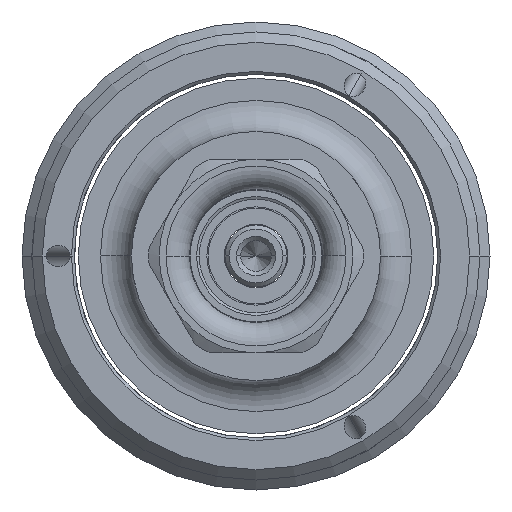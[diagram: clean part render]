
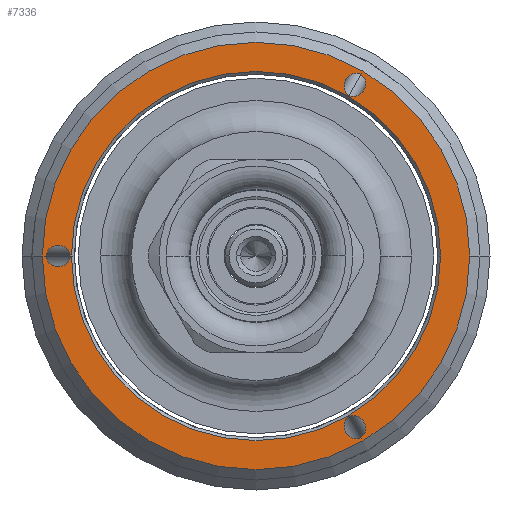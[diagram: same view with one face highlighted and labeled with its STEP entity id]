
A CAD part, left-side view. The second image highlights one B-rep face of the part: STEP entity #7336.
In plain terms, the highlighted planar face has unit normal (-1, 0, 0).
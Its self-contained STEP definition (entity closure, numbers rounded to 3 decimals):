
#5308=CARTESIAN_POINT('',(20.779,0.,0.));
#5309=DIRECTION('',(-1.,0.,0.));
#5310=DIRECTION('',(0.,1.,0.));
#5311=AXIS2_PLACEMENT_3D('',#5308,#5309,#5310);
#5318=CARTESIAN_POINT('',(20.779,-5.152,8.923));
#5319=CARTESIAN_POINT('',(20.779,-5.1,8.953));
#5320=CARTESIAN_POINT('',(20.779,-4.975,8.997));
#5321=CARTESIAN_POINT('',(20.779,-4.75,8.97));
#5322=CARTESIAN_POINT('',(20.779,-4.579,8.868));
#5323=CARTESIAN_POINT('',(20.779,-4.474,8.758));
#5324=CARTESIAN_POINT('',(20.779,-4.414,8.67));
#5325=CARTESIAN_POINT('',(20.779,-4.367,8.574));
#5326=CARTESIAN_POINT('',(20.779,-4.324,8.427));
#5327=CARTESIAN_POINT('',(20.779,-4.321,8.228));
#5328=CARTESIAN_POINT('',(20.779,-4.411,8.02));
#5329=CARTESIAN_POINT('',(20.779,-4.511,7.933));
#5330=CARTESIAN_POINT('',(20.779,-4.563,7.903));
#5332=CARTESIAN_POINT('',(20.779,-4.563,7.903));
#5333=CARTESIAN_POINT('',(20.779,-4.615,7.873));
#5334=CARTESIAN_POINT('',(20.779,-4.74,7.83));
#5335=CARTESIAN_POINT('',(20.779,-4.965,7.856));
#5336=CARTESIAN_POINT('',(20.779,-5.136,7.959));
#5337=CARTESIAN_POINT('',(20.779,-5.241,8.069));
#5338=CARTESIAN_POINT('',(20.779,-5.301,8.157));
#5339=CARTESIAN_POINT('',(20.779,-5.348,8.253));
#5340=CARTESIAN_POINT('',(20.779,-5.391,8.4));
#5341=CARTESIAN_POINT('',(20.779,-5.394,8.599));
#5342=CARTESIAN_POINT('',(20.779,-5.304,8.807));
#5343=CARTESIAN_POINT('',(20.779,-5.204,8.893));
#5344=CARTESIAN_POINT('',(20.779,-5.152,8.923));
#5346=CARTESIAN_POINT('',(20.779,-5.152,-8.923));
#5347=CARTESIAN_POINT('',(20.779,-5.204,-8.893));
#5348=CARTESIAN_POINT('',(20.779,-5.304,-8.807));
#5349=CARTESIAN_POINT('',(20.779,-5.394,-8.599));
#5350=CARTESIAN_POINT('',(20.779,-5.391,-8.4));
#5351=CARTESIAN_POINT('',(20.779,-5.348,-8.253));
#5352=CARTESIAN_POINT('',(20.779,-5.301,-8.157));
#5353=CARTESIAN_POINT('',(20.779,-5.241,-8.069));
#5354=CARTESIAN_POINT('',(20.779,-5.136,-7.959));
#5355=CARTESIAN_POINT('',(20.779,-4.965,-7.856));
#5356=CARTESIAN_POINT('',(20.779,-4.74,-7.83));
#5357=CARTESIAN_POINT('',(20.779,-4.615,-7.873));
#5358=CARTESIAN_POINT('',(20.779,-4.563,-7.903));
#5360=CARTESIAN_POINT('',(20.779,-4.563,-7.903));
#5361=CARTESIAN_POINT('',(20.779,-4.511,-7.933));
#5362=CARTESIAN_POINT('',(20.779,-4.411,-8.02));
#5363=CARTESIAN_POINT('',(20.779,-4.321,-8.228));
#5364=CARTESIAN_POINT('',(20.779,-4.324,-8.427));
#5365=CARTESIAN_POINT('',(20.779,-4.367,-8.574));
#5366=CARTESIAN_POINT('',(20.779,-4.414,-8.67));
#5367=CARTESIAN_POINT('',(20.779,-4.474,-8.758));
#5368=CARTESIAN_POINT('',(20.779,-4.579,-8.868));
#5369=CARTESIAN_POINT('',(20.779,-4.75,-8.97));
#5370=CARTESIAN_POINT('',(20.779,-4.975,-8.997));
#5371=CARTESIAN_POINT('',(20.779,-5.1,-8.953));
#5372=CARTESIAN_POINT('',(20.779,-5.152,-8.923));
#5374=CARTESIAN_POINT('',(20.779,10.304,0.));
#5375=CARTESIAN_POINT('',(20.779,10.304,-0.06));
#5376=CARTESIAN_POINT('',(20.779,10.279,-0.19));
#5377=CARTESIAN_POINT('',(20.779,10.144,-0.371));
#5378=CARTESIAN_POINT('',(20.779,9.97,-0.469));
#5379=CARTESIAN_POINT('',(20.779,9.821,-0.505));
#5380=CARTESIAN_POINT('',(20.779,9.715,-0.513));
#5381=CARTESIAN_POINT('',(20.779,9.609,-0.505));
#5382=CARTESIAN_POINT('',(20.779,9.46,-0.469));
#5383=CARTESIAN_POINT('',(20.779,9.286,-0.371));
#5384=CARTESIAN_POINT('',(20.779,9.151,-0.19));
#5385=CARTESIAN_POINT('',(20.779,9.126,-0.06));
#5386=CARTESIAN_POINT('',(20.779,9.126,0.));
#5388=CARTESIAN_POINT('',(20.779,9.126,0.));
#5389=CARTESIAN_POINT('',(20.779,9.126,0.06));
#5390=CARTESIAN_POINT('',(20.779,9.151,0.19));
#5391=CARTESIAN_POINT('',(20.779,9.286,0.371));
#5392=CARTESIAN_POINT('',(20.779,9.46,0.469));
#5393=CARTESIAN_POINT('',(20.779,9.609,0.505));
#5394=CARTESIAN_POINT('',(20.779,9.715,0.513));
#5395=CARTESIAN_POINT('',(20.779,9.821,0.505));
#5396=CARTESIAN_POINT('',(20.779,9.97,0.469));
#5397=CARTESIAN_POINT('',(20.779,10.144,0.371));
#5398=CARTESIAN_POINT('',(20.779,10.279,0.19));
#5399=CARTESIAN_POINT('',(20.779,10.304,0.06));
#5400=CARTESIAN_POINT('',(20.779,10.304,0.));
#5402=CARTESIAN_POINT('',(20.779,0.,0.));
#5403=DIRECTION('',(1.,0.,0.));
#5404=DIRECTION('',(0.,1.,0.));
#5405=AXIS2_PLACEMENT_3D('',#5402,#5403,#5404);
#5407=CARTESIAN_POINT('',(20.779,0.,0.));
#5408=DIRECTION('',(1.,0.,0.));
#5409=DIRECTION('',(0.,-1.,0.));
#5410=AXIS2_PLACEMENT_3D('',#5407,#5408,#5409);
#5412=CARTESIAN_POINT('',(20.779,0.,0.));
#5413=DIRECTION('',(-1.,0.,0.));
#5414=DIRECTION('',(0.,-1.,0.));
#5415=AXIS2_PLACEMENT_3D('',#5412,#5413,#5414);
#5798=VERTEX_POINT('',#5318);
#5799=VERTEX_POINT('',#5330);
#5804=VERTEX_POINT('',#5346);
#5805=VERTEX_POINT('',#5358);
#5810=VERTEX_POINT('',#5374);
#5811=VERTEX_POINT('',#5386);
#5824=CARTESIAN_POINT('',(20.779,9.07,0.));
#5825=CARTESIAN_POINT('',(20.779,-9.07,0.));
#5826=VERTEX_POINT('',#5824);
#5827=VERTEX_POINT('',#5825);
#5844=CARTESIAN_POINT('',(20.779,10.5,0.));
#5845=CARTESIAN_POINT('',(20.779,-10.5,0.));
#5846=VERTEX_POINT('',#5844);
#5847=VERTEX_POINT('',#5845);
#7302=CARTESIAN_POINT('',(20.779,0.,0.));
#7303=DIRECTION('',(-1.,0.,0.));
#7304=DIRECTION('',(0.,0.,-1.));
#7305=AXIS2_PLACEMENT_3D('',#7302,#7303,#7304);
#7306=PLANE('',#7305);
#7308=ORIENTED_EDGE('',*,*,#7307,.T.);
#7310=ORIENTED_EDGE('',*,*,#7309,.T.);
#7311=EDGE_LOOP('',(#7308,#7310));
#7312=FACE_OUTER_BOUND('',#7311,.F.);
#7314=ORIENTED_EDGE('',*,*,#7313,.T.);
#7316=ORIENTED_EDGE('',*,*,#7315,.T.);
#7317=EDGE_LOOP('',(#7314,#7316));
#7318=FACE_BOUND('',#7317,.F.);
#7320=ORIENTED_EDGE('',*,*,#7319,.T.);
#7322=ORIENTED_EDGE('',*,*,#7321,.T.);
#7323=EDGE_LOOP('',(#7320,#7322));
#7324=FACE_BOUND('',#7323,.F.);
#7326=ORIENTED_EDGE('',*,*,#7325,.T.);
#7328=ORIENTED_EDGE('',*,*,#7327,.T.);
#7329=EDGE_LOOP('',(#7326,#7328));
#7330=FACE_BOUND('',#7329,.F.);
#7332=ORIENTED_EDGE('',*,*,#7331,.T.);
#7333=ORIENTED_EDGE('',*,*,#7292,.T.);
#7334=EDGE_LOOP('',(#7332,#7333));
#7335=FACE_BOUND('',#7334,.F.);
#5312=CIRCLE('',#5311,9.07);
#5331=B_SPLINE_CURVE_WITH_KNOTS('',3,(#5318,#5319,#5320,#5321,#5322,#5323,#5324,
#5325,#5326,#5327,#5328,#5329,#5330),.UNSPECIFIED.,.F.,.F.,(4,1,1,1,1,1,1,1,1,1,
4),(0.,0.125,0.25,0.375,0.438,0.5,0.563,0.625,0.75,0.875,
1.),.UNSPECIFIED.);
#5345=B_SPLINE_CURVE_WITH_KNOTS('',3,(#5332,#5333,#5334,#5335,#5336,#5337,#5338,
#5339,#5340,#5341,#5342,#5343,#5344),.UNSPECIFIED.,.F.,.F.,(4,1,1,1,1,1,1,1,1,1,
4),(0.,0.125,0.25,0.375,0.438,0.5,0.563,0.625,0.75,0.875,
1.),.UNSPECIFIED.);
#5359=B_SPLINE_CURVE_WITH_KNOTS('',3,(#5346,#5347,#5348,#5349,#5350,#5351,#5352,
#5353,#5354,#5355,#5356,#5357,#5358),.UNSPECIFIED.,.F.,.F.,(4,1,1,1,1,1,1,1,1,1,
4),(0.,0.125,0.25,0.375,0.438,0.5,0.563,0.625,0.75,0.875,
1.),.UNSPECIFIED.);
#5373=B_SPLINE_CURVE_WITH_KNOTS('',3,(#5360,#5361,#5362,#5363,#5364,#5365,#5366,
#5367,#5368,#5369,#5370,#5371,#5372),.UNSPECIFIED.,.F.,.F.,(4,1,1,1,1,1,1,1,1,1,
4),(0.,0.125,0.25,0.375,0.438,0.5,0.563,0.625,0.75,0.875,
1.),.UNSPECIFIED.);
#5387=B_SPLINE_CURVE_WITH_KNOTS('',3,(#5374,#5375,#5376,#5377,#5378,#5379,#5380,
#5381,#5382,#5383,#5384,#5385,#5386),.UNSPECIFIED.,.F.,.F.,(4,1,1,1,1,1,1,1,1,1,
4),(0.,0.125,0.25,0.375,0.438,0.5,0.563,0.625,0.75,0.875,
1.),.UNSPECIFIED.);
#5401=B_SPLINE_CURVE_WITH_KNOTS('',3,(#5388,#5389,#5390,#5391,#5392,#5393,#5394,
#5395,#5396,#5397,#5398,#5399,#5400),.UNSPECIFIED.,.F.,.F.,(4,1,1,1,1,1,1,1,1,1,
4),(0.,0.125,0.25,0.375,0.438,0.5,0.563,0.625,0.75,0.875,
1.),.UNSPECIFIED.);
#5406=CIRCLE('',#5405,10.5);
#5411=CIRCLE('',#5410,10.5);
#5416=CIRCLE('',#5415,9.07);
#7292=EDGE_CURVE('',#5826,#5827,#5312,.T.);
#7307=EDGE_CURVE('',#5846,#5847,#5406,.T.);
#7309=EDGE_CURVE('',#5847,#5846,#5411,.T.);
#7313=EDGE_CURVE('',#5798,#5799,#5331,.T.);
#7315=EDGE_CURVE('',#5799,#5798,#5345,.T.);
#7319=EDGE_CURVE('',#5804,#5805,#5359,.T.);
#7321=EDGE_CURVE('',#5805,#5804,#5373,.T.);
#7325=EDGE_CURVE('',#5810,#5811,#5387,.T.);
#7327=EDGE_CURVE('',#5811,#5810,#5401,.T.);
#7331=EDGE_CURVE('',#5827,#5826,#5416,.T.);
#7336=ADVANCED_FACE('',(#7312,#7318,#7324,#7330,#7335),#7306,.T.);
